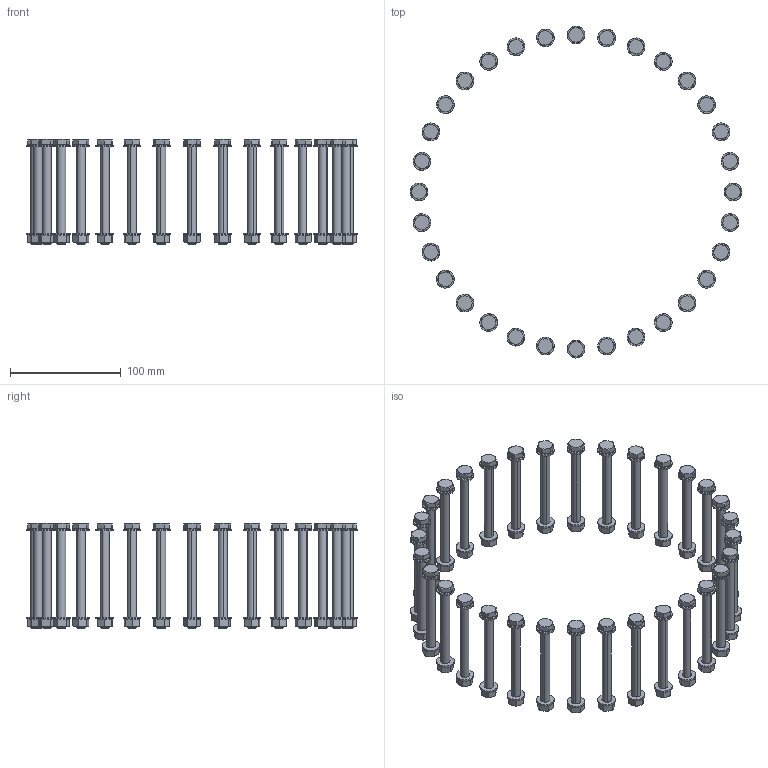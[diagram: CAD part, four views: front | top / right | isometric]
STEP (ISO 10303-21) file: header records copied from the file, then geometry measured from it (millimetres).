
FILE_DESCRIPTION (( 'STEP AP214' ), '1' );
FILE_NAME ('420BSC250-90.step', '2017-07-07T09:47:28', ( 'install' ), ( '' ), 'SwSTEP 2.0', 'SolidWorks 2015', '' );
FILE_SCHEMA (( 'AUTOMOTIVE_DESIGN' ));
Length unit declared in the file: millimetre
Products named in the file (1): 420BSC250-90
Bounding box: 299.99 x 299.99 x 95.3 mm (x, y, z)
Volume: 207609 mm3; surface area: 135774.9 mm2
Topology: 128 solids, 128 shells, 2208 faces, 4608 edges, 2688 vertices
Faces by surface type: plane 864, cone 768, cylinder 512, torus 64
Entity records: 87933 total; most frequent: CARTESIAN_POINT 16033, DIRECTION 9858, ORIENTED_EDGE 9216, EDGE_CURVE 4608, AXIS2_PLACEMENT_3D 4193, VERTEX_POINT 2688, EDGE_LOOP 2432, UNCERTAINTY_MEASURE_WITH_UNIT 2338
